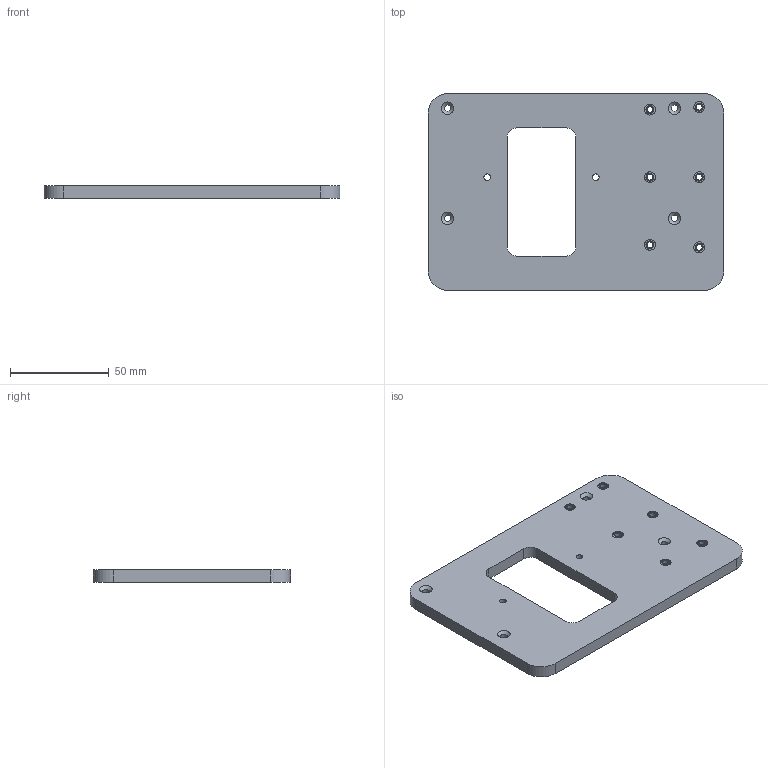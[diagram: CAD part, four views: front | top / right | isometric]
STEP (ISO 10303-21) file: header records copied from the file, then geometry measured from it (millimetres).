
FILE_DESCRIPTION(/* description */ ('','CAx-IF Rec.Pracs.---Representation and Presentation of Product Manufacturing Information (PMI)---4.0---2014-10-13'),/* implementation_level */ '2;1');
FILE_NAME(/* name */ 'electronics mounting plate v35.step',/* time_stamp */ '2025-03-04T14:27:53-05:00',/* author */ (''),/* organization */ (''),/* preprocessor_version */ 'ST-DEVELOPER v20',/* originating_system */ 'Autodesk Translation Framework v13.20.0.188',/* authorisation */ '');
FILE_SCHEMA (('AUTOMOTIVE_DESIGN { 1 0 10303 214 3 1 1 }','AP242_MANAGED_MODEL_BASED_3D_ENGINEERING_MIM_LF { 1 0 10303 442 1 1 4 }'));
Length unit declared in the file: millimetre
Products named in the file (2): electronics mounting plate; 94180A331_NO THREADS_Tapered Heat-Set Inserts for Plastic
Assembly tree (6 placements, depth 2):
  electronics mounting plate
    94180A331_NO THREADS_Tapered Heat-Set Inserts for Plastic  x6
Bounding box: 150 x 100 x 6.35 mm (x, y, z)
Volume: 79792.7 mm3; surface area: 31033.2 mm2
Topology: 7 solids, 7 shells, 1248 faces, 3078 edges, 1856 vertices
Faces by surface type: bspline 576, cylinder 332, plane 322, cone 18
Full cylindrical faces by diameter (mm): 3 x6, 3.4 x6, 4 x6, 4.697 x6, 5.05 x6, 5.56 x6
Entity records: 15980 total; most frequent: CARTESIAN_POINT 10477, ORIENTED_EDGE 1186, DIRECTION 1136, EDGE_CURVE 593, AXIS2_PLACEMENT_3D 468, VERTEX_POINT 361, EDGE_LOOP 268, FACE_OUTER_BOUND 238
